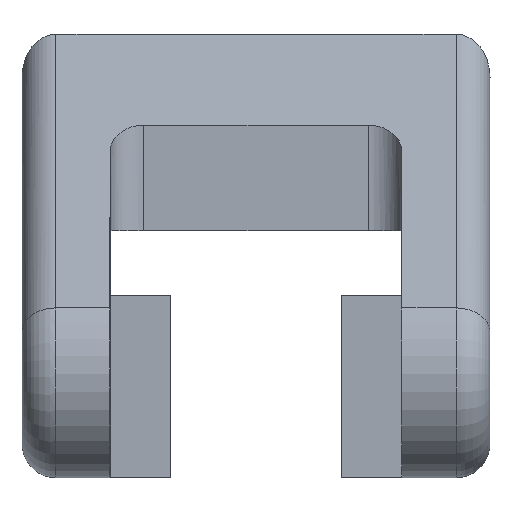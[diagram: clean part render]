
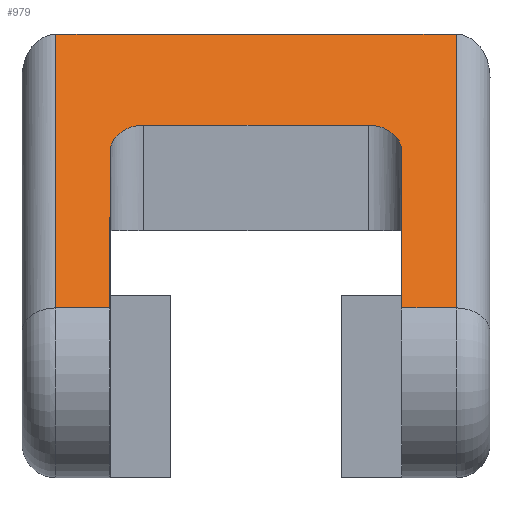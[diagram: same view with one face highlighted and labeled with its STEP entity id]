
A CAD part, front view. The second image highlights one B-rep face of the part: STEP entity #979.
In plain terms, the highlighted planar face has unit normal (0, -0.62, 0.784).
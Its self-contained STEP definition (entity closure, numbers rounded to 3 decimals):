
#23=ELLIPSE('',#1041,1.275,1.);
#24=ELLIPSE('',#1047,1.275,1.);
#69=FACE_OUTER_BOUND('',#123,.T.);
#123=EDGE_LOOP('',(#691,#692,#693,#694,#695,#696,#697,#698,#699,#700,#701,
#702));
#189=LINE('',#1437,#307);
#192=LINE('',#1450,#310);
#194=LINE('',#1455,#312);
#198=LINE('',#1486,#316);
#199=LINE('',#1487,#317);
#200=LINE('',#1489,#318);
#201=LINE('',#1491,#319);
#202=LINE('',#1493,#320);
#203=LINE('',#1495,#321);
#204=LINE('',#1496,#322);
#307=VECTOR('',#1151,10.);
#310=VECTOR('',#1164,10.);
#312=VECTOR('',#1168,10.);
#316=VECTOR('',#1188,10.);
#317=VECTOR('',#1189,10.);
#318=VECTOR('',#1190,10.);
#319=VECTOR('',#1191,10.);
#320=VECTOR('',#1192,10.);
#321=VECTOR('',#1193,10.);
#322=VECTOR('',#1194,10.);
#414=VERTEX_POINT('',#1411);
#415=VERTEX_POINT('',#1413);
#425=VERTEX_POINT('',#1435);
#429=VERTEX_POINT('',#1444);
#430=VERTEX_POINT('',#1446);
#431=VERTEX_POINT('',#1453);
#432=VERTEX_POINT('',#1454);
#439=VERTEX_POINT('',#1485);
#440=VERTEX_POINT('',#1488);
#441=VERTEX_POINT('',#1490);
#442=VERTEX_POINT('',#1492);
#443=VERTEX_POINT('',#1494);
#509=EDGE_CURVE('',#414,#415,#23,.T.);
#521=EDGE_CURVE('',#425,#414,#189,.T.);
#525=EDGE_CURVE('',#429,#430,#24,.T.);
#527=EDGE_CURVE('',#415,#429,#192,.T.);
#529=EDGE_CURVE('',#431,#432,#194,.T.);
#539=EDGE_CURVE('',#439,#431,#198,.T.);
#540=EDGE_CURVE('',#430,#439,#199,.T.);
#541=EDGE_CURVE('',#440,#425,#200,.T.);
#542=EDGE_CURVE('',#441,#440,#201,.T.);
#543=EDGE_CURVE('',#442,#441,#202,.T.);
#544=EDGE_CURVE('',#443,#442,#203,.T.);
#545=EDGE_CURVE('',#443,#432,#204,.T.);
#691=ORIENTED_EDGE('',*,*,#529,.F.);
#692=ORIENTED_EDGE('',*,*,#539,.F.);
#693=ORIENTED_EDGE('',*,*,#540,.F.);
#694=ORIENTED_EDGE('',*,*,#525,.F.);
#695=ORIENTED_EDGE('',*,*,#527,.F.);
#696=ORIENTED_EDGE('',*,*,#509,.F.);
#697=ORIENTED_EDGE('',*,*,#521,.F.);
#698=ORIENTED_EDGE('',*,*,#541,.F.);
#699=ORIENTED_EDGE('',*,*,#542,.F.);
#700=ORIENTED_EDGE('',*,*,#543,.F.);
#701=ORIENTED_EDGE('',*,*,#544,.F.);
#702=ORIENTED_EDGE('',*,*,#545,.T.);
#935=PLANE('',#1057);
#979=ADVANCED_FACE('',(#69),#935,.F.);
#1041=AXIS2_PLACEMENT_3D('',#1414,#1135,#1136);
#1047=AXIS2_PLACEMENT_3D('',#1447,#1159,#1160);
#1057=AXIS2_PLACEMENT_3D('',#1484,#1186,#1187);
#1135=DIRECTION('center_axis',(0.,-0.62,0.784));
#1136=DIRECTION('ref_axis',(0.,0.784,0.62));
#1151=DIRECTION('',(0.,0.784,0.62));
#1159=DIRECTION('center_axis',(0.,-0.62,0.784));
#1160=DIRECTION('ref_axis',(0.,0.784,0.62));
#1164=DIRECTION('',(-1.,0.,0.));
#1168=DIRECTION('',(0.,0.784,0.62));
#1186=DIRECTION('center_axis',(0.,0.62,-0.784));
#1187=DIRECTION('ref_axis',(0.,-0.784,-0.62));
#1188=DIRECTION('',(-1.,0.,0.));
#1189=DIRECTION('',(0.,-0.784,-0.62));
#1190=DIRECTION('',(-1.,0.,0.));
#1191=DIRECTION('',(0.,-0.784,-0.62));
#1192=DIRECTION('',(1.,0.,0.));
#1193=DIRECTION('',(1.,0.,0.));
#1194=DIRECTION('',(-1.,0.,0.));
#1411=CARTESIAN_POINT('',(447.952,14.543,-119.331));
#1413=CARTESIAN_POINT('',(446.953,15.543,-118.541));
#1414=CARTESIAN_POINT('Origin',(446.952,14.543,-119.331));
#1435=CARTESIAN_POINT('',(447.951,8.713,-123.941));
#1437=CARTESIAN_POINT('',(447.952,15.141,-118.858));
#1444=CARTESIAN_POINT('',(440.324,15.544,-118.541));
#1446=CARTESIAN_POINT('',(439.323,14.544,-119.331));
#1447=CARTESIAN_POINT('Origin',(440.323,14.544,-119.331));
#1450=CARTESIAN_POINT('',(445.838,15.543,-118.541));
#1453=CARTESIAN_POINT('',(437.722,8.714,-123.941));
#1454=CARTESIAN_POINT('',(437.724,18.945,-115.853));
#1455=CARTESIAN_POINT('',(437.723,14.443,-119.412));
#1484=CARTESIAN_POINT('Origin',(450.553,18.942,-115.853));
#1485=CARTESIAN_POINT('',(439.322,8.714,-123.941));
#1486=CARTESIAN_POINT('',(447.951,8.713,-123.941));
#1487=CARTESIAN_POINT('',(439.323,15.143,-118.858));
#1488=CARTESIAN_POINT('',(449.551,8.712,-123.941));
#1489=CARTESIAN_POINT('',(450.551,8.712,-123.941));
#1490=CARTESIAN_POINT('',(449.553,18.943,-115.853));
#1491=CARTESIAN_POINT('',(449.552,15.141,-118.858));
#1492=CARTESIAN_POINT('',(446.553,18.943,-115.853));
#1493=CARTESIAN_POINT('',(449.553,18.943,-115.853));
#1494=CARTESIAN_POINT('',(440.724,18.944,-115.853));
#1495=CARTESIAN_POINT('',(440.724,18.944,-115.853));
#1496=CARTESIAN_POINT('',(436.824,18.945,-115.853));
